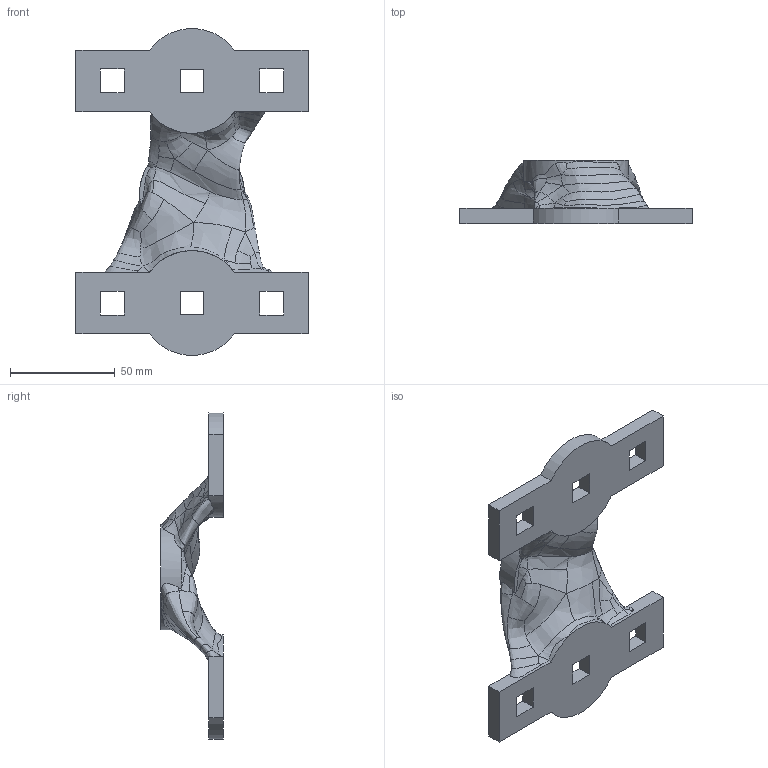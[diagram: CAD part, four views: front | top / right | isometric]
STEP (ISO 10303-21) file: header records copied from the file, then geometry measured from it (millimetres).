
FILE_DESCRIPTION(/* description */ (''),/* implementation_level */ '2;1');
FILE_NAME(/* name */ 'gen dzign part.step',/* time_stamp */ '2024-05-04T12:36:29+10:00',/* author */ (''),/* organization */ (''),/* preprocessor_version */ 'ST-DEVELOPER v20',/* originating_system */ 'Autodesk Translation Framework v12.20.1.177',/* authorisation */ '');
FILE_SCHEMA (('AUTOMOTIVE_DESIGN { 1 0 10303 214 3 1 1 }'));
Length unit declared in the file: millimetre
Products named in the file (1): gen dzign part
Bounding box: 110.7 x 30 x 155.73 mm (x, y, z)
Volume: 96863.5 mm3; surface area: 29832.8 mm2
Topology: 1 solids, 1 shells, 152 faces, 409 edges, 262 vertices
Faces by surface type: bspline 95, plane 50, cylinder 7
Full cylindrical faces by diameter (mm): 50 x1
Entity records: 21830 total; most frequent: CARTESIAN_POINT 18791, ORIENTED_EDGE 818, EDGE_CURVE 409, DIRECTION 278, VERTEX_POINT 262, B_SPLINE_CURVE_WITH_KNOTS 252, EDGE_LOOP 167, FACE_OUTER_BOUND 152
